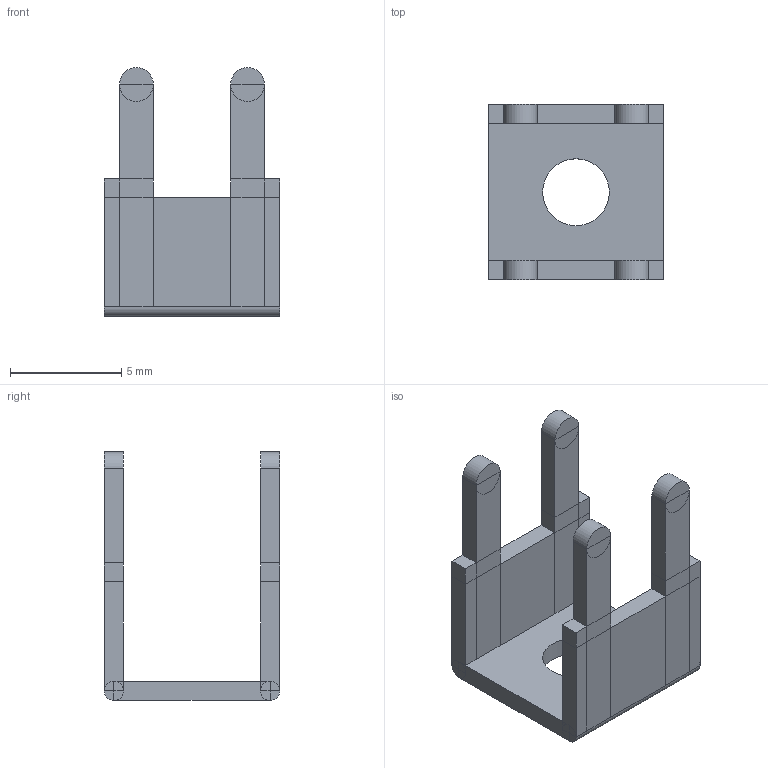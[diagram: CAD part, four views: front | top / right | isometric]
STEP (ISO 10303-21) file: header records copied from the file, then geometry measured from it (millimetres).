
FILE_DESCRIPTION(('FreeCAD Model'),'2;1');
FILE_NAME('Open CASCADE Shape Model','2023-10-03T01:21:57',('Author'),( ''),'Open CASCADE STEP processor 7.6','FreeCAD','Unknown');
FILE_SCHEMA(('CONFIG_CONTROL_DESIGN','SHAPE_APPEARANCE_LAYER_MIM'));
Length unit declared in the file: millimetre
Products named in the file (1): difference
Bounding box: 7.88 x 7.88 x 11.18 mm (x, y, z)
Volume: 139 mm3; surface area: 410.2 mm2
Topology: 1 solids, 1 shells, 117 faces, 221 edges, 106 vertices
Faces by surface type: plane 110, cylinder 7
Full cylindrical faces by diameter (mm): 3 x1
Entity records: 2793 total; most frequent: DIRECTION 491, CARTESIAN_POINT 445, ORIENTED_EDGE 442, EDGE_CURVE 221, LINE 187, VECTOR 187, AXIS2_PLACEMENT_3D 152, FACE_BOUND 119
